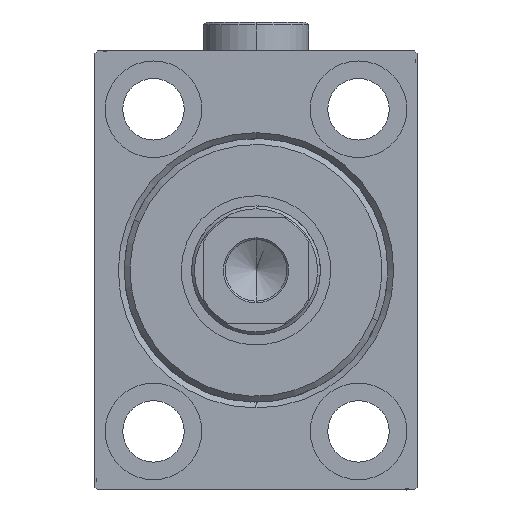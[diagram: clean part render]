
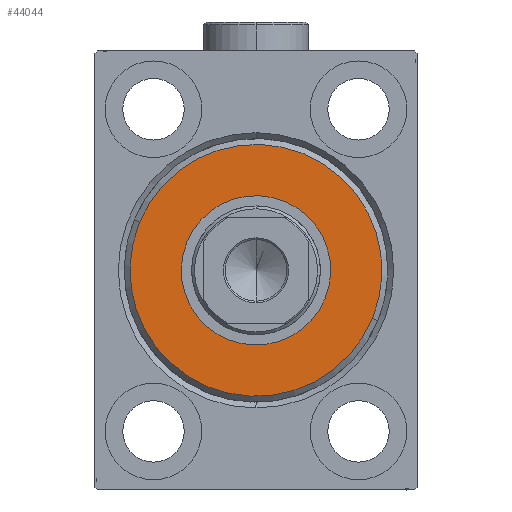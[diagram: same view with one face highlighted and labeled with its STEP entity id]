
A CAD part, left-side view. The second image highlights one B-rep face of the part: STEP entity #44044.
In plain terms, the highlighted face is planar.
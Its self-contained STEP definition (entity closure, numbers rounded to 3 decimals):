
#2033 = EDGE_CURVE ( 'NONE', #34995, #43067, #28238, .T. ) ;
#2514 = DIRECTION ( 'NONE',  ( 0., 0., -1. ) ) ;
#5338 = DIRECTION ( 'NONE',  ( 1., 0., 0. ) ) ;
#7191 = CARTESIAN_POINT ( 'NONE',  ( 3., 0., 21.5 ) ) ;
#7703 = CIRCLE ( 'NONE', #13519, 12.75 ) ;
#8006 = CIRCLE ( 'NONE', #37928, 12.75 ) ;
#8098 = FACE_OUTER_BOUND ( 'NONE', #45064, .T. ) ;
#8143 = ORIENTED_EDGE ( 'NONE', *, *, #14194, .T. ) ;
#8402 = EDGE_CURVE ( 'NONE', #29908, #13095, #8006, .T. ) ;
#11154 = DIRECTION ( 'NONE',  ( 1., 0., 0. ) ) ;
#11313 = CARTESIAN_POINT ( 'NONE',  ( 3., 0., -12.75 ) ) ;
#13095 = VERTEX_POINT ( 'NONE', #11313 ) ;
#13519 = AXIS2_PLACEMENT_3D ( 'NONE', #26502, #30155, #2514 ) ;
#14194 = EDGE_CURVE ( 'NONE', #43067, #34995, #30983, .T. ) ;
#14956 = CARTESIAN_POINT ( 'NONE',  ( 3., 0., 0. ) ) ;
#15143 = PLANE ( 'NONE',  #30086 ) ;
#15269 = ORIENTED_EDGE ( 'NONE', *, *, #2033, .T. ) ;
#18897 = EDGE_CURVE ( 'NONE', #13095, #29908, #7703, .T. ) ;
#18939 = ORIENTED_EDGE ( 'NONE', *, *, #18897, .T. ) ;
#19251 = DIRECTION ( 'NONE',  ( 0., 0., -1. ) ) ;
#21012 = EDGE_LOOP ( 'NONE', ( #40343, #18939 ) ) ;
#21588 = CARTESIAN_POINT ( 'NONE',  ( 3., 0., 12.75 ) ) ;
#21831 = DIRECTION ( 'NONE',  ( 0., 0., -1. ) ) ;
#23373 = CARTESIAN_POINT ( 'NONE',  ( 3., 0., 0. ) ) ;
#25099 = DIRECTION ( 'NONE',  ( 0., 0., -1. ) ) ;
#25278 = CARTESIAN_POINT ( 'NONE',  ( 3., 0., -21.5 ) ) ;
#26343 = DIRECTION ( 'NONE',  ( 1., 0., 0. ) ) ;
#26502 = CARTESIAN_POINT ( 'NONE',  ( 3., 0., 0. ) ) ;
#28238 = CIRCLE ( 'NONE', #42152, 21.5 ) ;
#28451 = DIRECTION ( 'NONE',  ( -1., 0., 0. ) ) ;
#28862 = CARTESIAN_POINT ( 'NONE',  ( 3., 0., 0. ) ) ;
#29319 = DIRECTION ( 'NONE',  ( 0., 0., -1. ) ) ;
#29908 = VERTEX_POINT ( 'NONE', #21588 ) ;
#30086 = AXIS2_PLACEMENT_3D ( 'NONE', #28862, #5338, #19251 ) ;
#30155 = DIRECTION ( 'NONE',  ( -1., 0., 0. ) ) ;
#30983 = CIRCLE ( 'NONE', #36840, 21.5 ) ;
#34995 = VERTEX_POINT ( 'NONE', #25278 ) ;
#35374 = CARTESIAN_POINT ( 'NONE',  ( 3., 0., 0. ) ) ;
#36644 = FACE_BOUND ( 'NONE', #21012, .T. ) ;
#36840 = AXIS2_PLACEMENT_3D ( 'NONE', #35374, #11154, #25099 ) ;
#37928 = AXIS2_PLACEMENT_3D ( 'NONE', #14956, #28451, #21831 ) ;
#40343 = ORIENTED_EDGE ( 'NONE', *, *, #8402, .T. ) ;
#42152 = AXIS2_PLACEMENT_3D ( 'NONE', #23373, #26343, #29319 ) ;
#43067 = VERTEX_POINT ( 'NONE', #7191 ) ;
#44044 = ADVANCED_FACE ( 'NONE', ( #8098, #36644 ), #15143, .T. ) ;
#45064 = EDGE_LOOP ( 'NONE', ( #8143, #15269 ) ) ;
